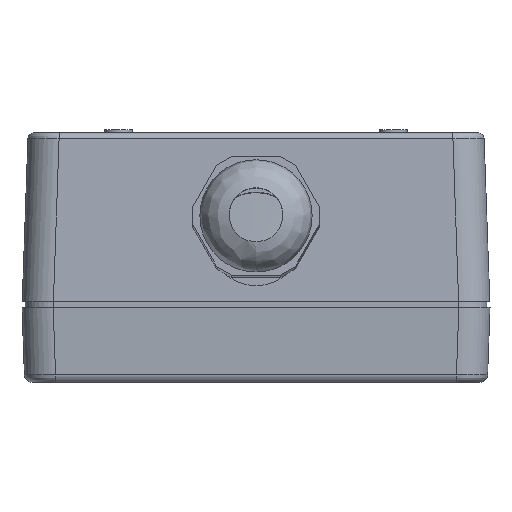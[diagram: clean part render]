
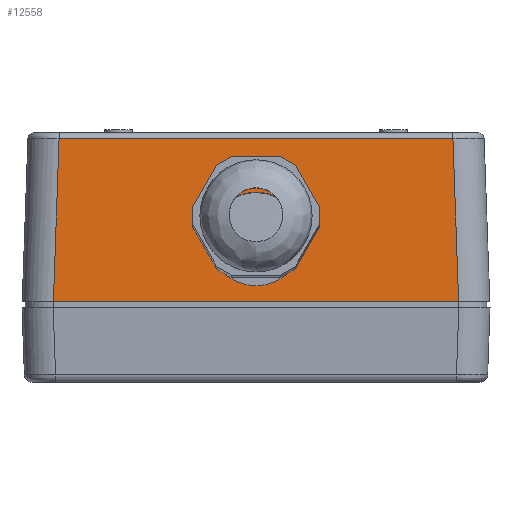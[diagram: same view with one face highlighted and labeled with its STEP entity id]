
A CAD part, left-side view. The second image highlights one B-rep face of the part: STEP entity #12558.
In plain terms, the highlighted planar face has unit normal (-0.999, 0, 0.035).
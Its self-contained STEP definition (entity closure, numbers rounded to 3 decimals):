
#699=FACE_BOUND('',#2060,.T.);
#840=PLANE('',#13724);
#1277=FACE_OUTER_BOUND('',#2059,.T.);
#2059=EDGE_LOOP('',(#9608,#9609,#9610,#9611));
#2060=EDGE_LOOP('',(#9612,#9613));
#2931=LINE('',#20922,#3819);
#2936=LINE('',#20990,#3824);
#2941=LINE('',#21238,#3829);
#2948=LINE('',#21973,#3836);
#3819=VECTOR('',#16008,6.494);
#3824=VECTOR('',#16019,2.607);
#3829=VECTOR('',#16028,2.607);
#3836=VECTOR('',#16059,6.312);
#4629=CIRCLE('',#13626,0.75);
#4630=CIRCLE('',#13627,0.75);
#5417=VERTEX_POINT('',#20573);
#5418=VERTEX_POINT('',#20574);
#5521=VERTEX_POINT('',#20919);
#5522=VERTEX_POINT('',#20921);
#5528=VERTEX_POINT('',#20989);
#5533=VERTEX_POINT('',#21237);
#6898=EDGE_CURVE('',#5417,#5418,#4629,.T.);
#6899=EDGE_CURVE('',#5418,#5417,#4630,.T.);
#7007=EDGE_CURVE('',#5522,#5521,#2931,.T.);
#7016=EDGE_CURVE('',#5521,#5528,#2936,.T.);
#7023=EDGE_CURVE('',#5533,#5522,#2941,.F.);
#7042=EDGE_CURVE('',#5528,#5533,#2948,.T.);
#9608=ORIENTED_EDGE('',*,*,#7023,.T.);
#9609=ORIENTED_EDGE('',*,*,#7007,.T.);
#9610=ORIENTED_EDGE('',*,*,#7016,.T.);
#9611=ORIENTED_EDGE('',*,*,#7042,.T.);
#9612=ORIENTED_EDGE('',*,*,#6898,.T.);
#9613=ORIENTED_EDGE('',*,*,#6899,.T.);
#12558=ADVANCED_FACE('',(#1277,#699),#840,.T.);
#13626=AXIS2_PLACEMENT_3D('',#20575,#15842,#15843);
#13627=AXIS2_PLACEMENT_3D('',#20576,#15844,#15845);
#13724=AXIS2_PLACEMENT_3D('',#22126,#16111,#16112);
#15842=DIRECTION('center_axis',(0.999,0.,-0.035));
#15843=DIRECTION('ref_axis',(0.035,0.,0.999));
#15844=DIRECTION('center_axis',(0.999,0.,-0.035));
#15845=DIRECTION('ref_axis',(0.035,0.,0.999));
#16008=DIRECTION('',(0.,-1.,0.));
#16019=DIRECTION('',(0.035,0.035,0.999));
#16028=DIRECTION('',(0.035,-0.035,0.999));
#16059=DIRECTION('',(0.,1.,0.));
#16111=DIRECTION('center_axis',(-0.999,0.,0.035));
#16112=DIRECTION('ref_axis',(0.035,0.,0.999));
#20573=CARTESIAN_POINT('',(-5.204,44.283,1.32));
#20574=CARTESIAN_POINT('',(-5.238,45.,0.35));
#20575=CARTESIAN_POINT('Origin',(-5.212,45.,1.099));
#20576=CARTESIAN_POINT('Origin',(-5.212,45.,1.099));
#20919=CARTESIAN_POINT('',(-5.247,41.753,0.1));
#20921=CARTESIAN_POINT('',(-5.247,48.247,0.1));
#20922=CARTESIAN_POINT('',(-5.247,48.247,0.1));
#20989=CARTESIAN_POINT('',(-5.156,41.844,2.703));
#20990=CARTESIAN_POINT('',(-5.247,41.753,0.1));
#21237=CARTESIAN_POINT('',(-5.156,48.156,2.703));
#21238=CARTESIAN_POINT('',(-5.247,48.247,0.1));
#21973=CARTESIAN_POINT('',(-5.156,41.844,2.703));
#22126=CARTESIAN_POINT('Origin',(-5.25,41.25,0.));
